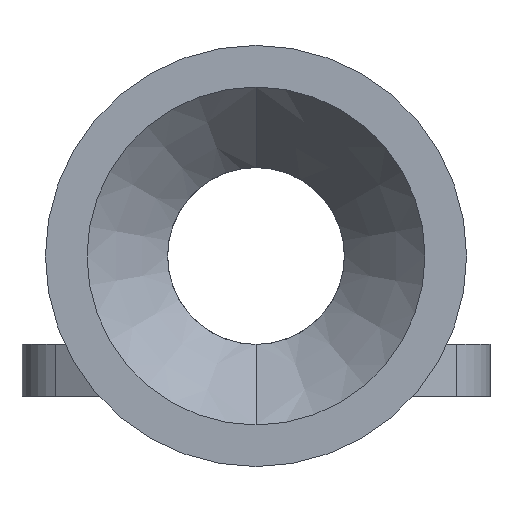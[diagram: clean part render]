
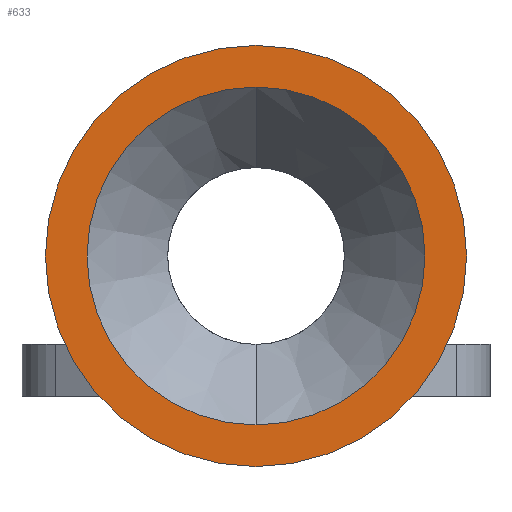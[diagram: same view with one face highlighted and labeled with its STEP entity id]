
A CAD part, front view. The second image highlights one B-rep face of the part: STEP entity #633.
In plain terms, the highlighted planar face has unit normal (0, -1, 0).
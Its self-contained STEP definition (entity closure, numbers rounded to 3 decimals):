
#38 = CARTESIAN_POINT ( 'NONE',  ( 0., 0., 3.25 ) ) ;
#54 = EDGE_LOOP ( 'NONE', ( #683, #465 ) ) ;
#166 = ORIENTED_EDGE ( 'NONE', *, *, #268, .T. ) ;
#169 = CIRCLE ( 'NONE', #525, 3.25 ) ;
#173 = CARTESIAN_POINT ( 'NONE',  ( 0., 0., 0. ) ) ;
#268 = EDGE_CURVE ( 'NONE', #1532, #891, #1588, .T. ) ;
#335 = CARTESIAN_POINT ( 'NONE',  ( 0., 0., -4.05 ) ) ;
#343 = DIRECTION ( 'NONE',  ( 0., 1., 0. ) ) ;
#374 = DIRECTION ( 'NONE',  ( 0., -1., 0. ) ) ;
#431 = AXIS2_PLACEMENT_3D ( 'NONE', #1665, #1417, #1258 ) ;
#465 = ORIENTED_EDGE ( 'NONE', *, *, #752, .F. ) ;
#490 = FACE_BOUND ( 'NONE', #54, .T. ) ;
#525 = AXIS2_PLACEMENT_3D ( 'NONE', #173, #374, #914 ) ;
#549 = CARTESIAN_POINT ( 'NONE',  ( 0., 0., 4.05 ) ) ;
#633 = ADVANCED_FACE ( 'NONE', ( #490, #1112 ), #1664, .F. ) ;
#683 = ORIENTED_EDGE ( 'NONE', *, *, #1462, .F. ) ;
#700 = AXIS2_PLACEMENT_3D ( 'NONE', #1512, #343, #1132 ) ;
#752 = EDGE_CURVE ( 'NONE', #1034, #911, #1098, .T. ) ;
#819 = CARTESIAN_POINT ( 'NONE',  ( 0., 0., -3.25 ) ) ;
#881 = DIRECTION ( 'NONE',  ( 0., -1., 0. ) ) ;
#891 = VERTEX_POINT ( 'NONE', #335 ) ;
#892 = DIRECTION ( 'NONE',  ( 0., 0., -1. ) ) ;
#897 = ORIENTED_EDGE ( 'NONE', *, *, #1662, .T. ) ;
#911 = VERTEX_POINT ( 'NONE', #819 ) ;
#914 = DIRECTION ( 'NONE',  ( 0., 0., -1. ) ) ;
#979 = CIRCLE ( 'NONE', #431, 4.05 ) ;
#1028 = CARTESIAN_POINT ( 'NONE',  ( 0., 0., 0. ) ) ;
#1034 = VERTEX_POINT ( 'NONE', #38 ) ;
#1050 = AXIS2_PLACEMENT_3D ( 'NONE', #1028, #881, #892 ) ;
#1098 = CIRCLE ( 'NONE', #1050, 3.25 ) ;
#1112 = FACE_OUTER_BOUND ( 'NONE', #1166, .T. ) ;
#1132 = DIRECTION ( 'NONE',  ( 0., 0., 1. ) ) ;
#1166 = EDGE_LOOP ( 'NONE', ( #897, #166 ) ) ;
#1258 = DIRECTION ( 'NONE',  ( 0., 0., -1. ) ) ;
#1361 = DIRECTION ( 'NONE',  ( 0., -1., 0. ) ) ;
#1417 = DIRECTION ( 'NONE',  ( 0., -1., 0. ) ) ;
#1457 = DIRECTION ( 'NONE',  ( 0., 0., -1. ) ) ;
#1462 = EDGE_CURVE ( 'NONE', #911, #1034, #169, .T. ) ;
#1488 = CARTESIAN_POINT ( 'NONE',  ( 0., 0., 0. ) ) ;
#1512 = CARTESIAN_POINT ( 'NONE',  ( -3.25, 0., 0. ) ) ;
#1532 = VERTEX_POINT ( 'NONE', #549 ) ;
#1588 = CIRCLE ( 'NONE', #1642, 4.05 ) ;
#1642 = AXIS2_PLACEMENT_3D ( 'NONE', #1488, #1361, #1457 ) ;
#1662 = EDGE_CURVE ( 'NONE', #891, #1532, #979, .T. ) ;
#1664 = PLANE ( 'NONE',  #700 ) ;
#1665 = CARTESIAN_POINT ( 'NONE',  ( 0., 0., 0. ) ) ;
